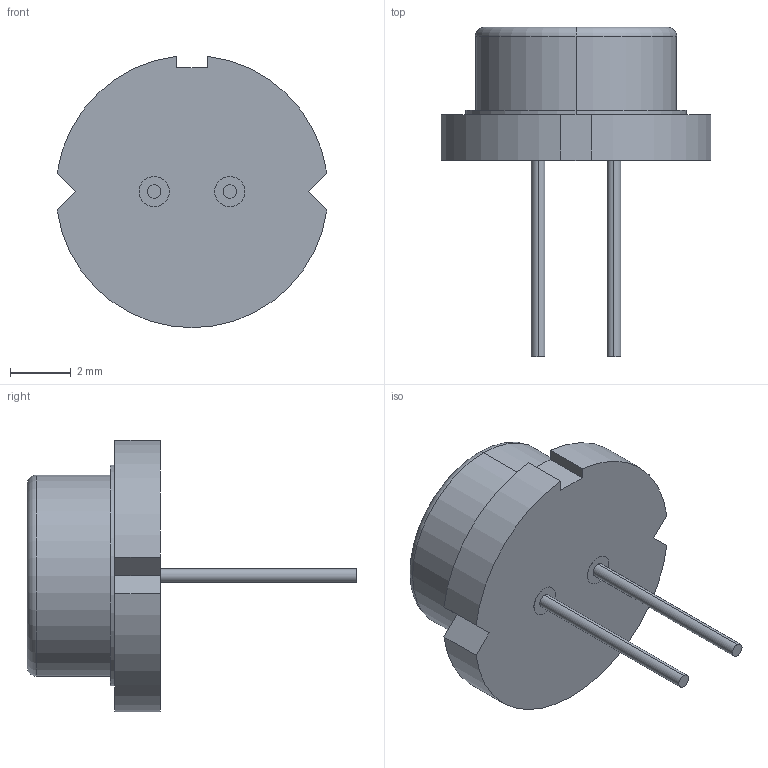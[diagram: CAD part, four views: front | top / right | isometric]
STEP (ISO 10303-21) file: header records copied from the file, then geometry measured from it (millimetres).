
FILE_DESCRIPTION(('FreeCAD Model'),'2;1');
FILE_NAME( 'box.step', '2017-02-02T23:01:07',('Author'),(''), 'Open CASCADE STEP processor 6.9','FreeCAD','Unknown');
FILE_SCHEMA(('AUTOMOTIVE_DESIGN { 1 0 10303 214 1 1 1 1 }'));
Length unit declared in the file: millimetre
Products named in the file (12): ASSEMBLY; Nichia_NUBM07E_465nm_Laser_Diode; Nichia_NUBM07E_465nm_Laser_Diode008; Nichia_NUBM07E_465nm_Laser_Diode003; Nichia_NUBM07E_465nm_Laser_Diode006; Nichia_NUBM07E_465nm_Laser_Diode007; Nichia_NUBM07E_465nm_Laser_Diode005; Nichia_NUBM07E_465nm_Laser_Diode001; Nichia_NUBM07E_465nm_Laser_Diode004; Nichia_NUBM07E_465nm_Laser_Diode009; Nichia_NUBM07E_465nm_Laser_Diode010; Nichia_NUBM07E_465nm_Laser_Diode002
Assembly tree (11 placements, depth 2):
  ASSEMBLY
    Nichia_NUBM07E_465nm_Laser_Diode
    Nichia_NUBM07E_465nm_Laser_Diode008
    Nichia_NUBM07E_465nm_Laser_Diode003
    Nichia_NUBM07E_465nm_Laser_Diode006
    Nichia_NUBM07E_465nm_Laser_Diode007
    Nichia_NUBM07E_465nm_Laser_Diode005
    Nichia_NUBM07E_465nm_Laser_Diode001
    Nichia_NUBM07E_465nm_Laser_Diode004
    Nichia_NUBM07E_465nm_Laser_Diode009
    Nichia_NUBM07E_465nm_Laser_Diode010
    Nichia_NUBM07E_465nm_Laser_Diode002
Bounding box: 8.92 x 10.9 x 8.97 mm (x, y, z)
Surface area: 389.2 mm2 (no closed solid volume)
Topology: 0 solids, 11 shells, 92 faces, 220 edges, 146 vertices
Faces by surface type: cylinder 38, plane 34, bspline 18, torus 2
Entity records: 8064 total; most frequent: CARTESIAN_POINT 2968, DIRECTION 842, ORIENTED_EDGE 404, PCURVE 404, DEFINITIONAL_REPRESENTATION 404, LINE 342, VECTOR 342, AXIS2_PLACEMENT_3D 220
